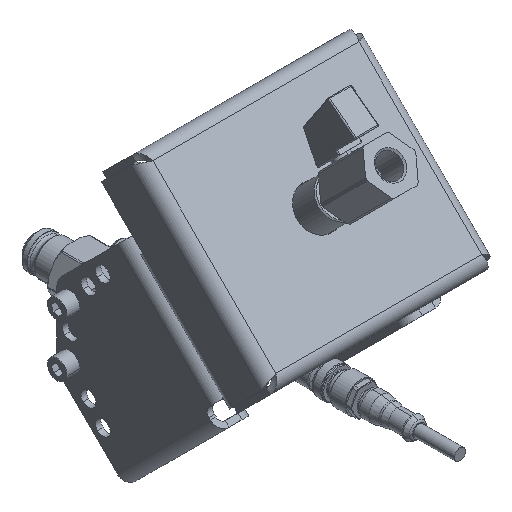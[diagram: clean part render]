
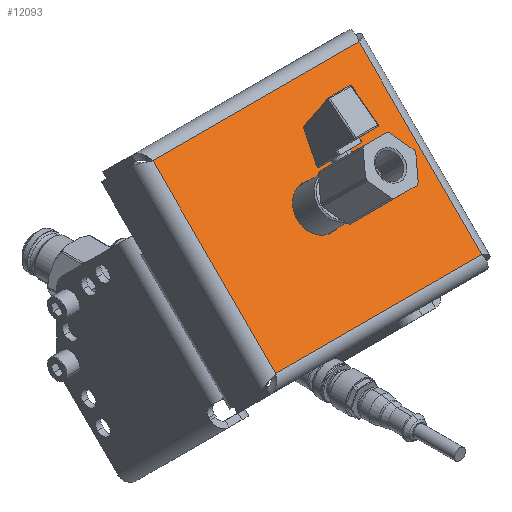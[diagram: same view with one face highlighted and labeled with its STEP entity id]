
A CAD part, isometric view. The second image highlights one B-rep face of the part: STEP entity #12093.
In plain terms, the highlighted planar face has unit normal (0, -0.707, 0.707).
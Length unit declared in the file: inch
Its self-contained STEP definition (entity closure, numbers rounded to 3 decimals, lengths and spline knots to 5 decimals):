
#2480=DIRECTION('',(0.,0.707,0.707));
#2481=VECTOR('',#2480,3.3316);
#2482=CARTESIAN_POINT('',(-1.9762,-3.48634,1.07042));
#2483=LINE('',#2482,#2481);
#2503=CARTESIAN_POINT('',(0.,-2.30844,2.24832));
#2504=DIRECTION('',(0.,0.707,-0.707));
#2505=DIRECTION('',(0.,0.707,0.707));
#2506=AXIS2_PLACEMENT_3D('',#2503,#2504,#2505);
#2508=CARTESIAN_POINT('',(0.,-2.30844,2.24832));
#2509=DIRECTION('',(0.,0.707,-0.707));
#2510=DIRECTION('',(0.,-0.707,-0.707));
#2511=AXIS2_PLACEMENT_3D('',#2508,#2509,#2510);
#2513=DIRECTION('',(1.,0.,0.));
#2514=VECTOR('',#2513,3.9524);
#2515=CARTESIAN_POINT('',(-1.9762,-1.13055,3.42622));
#2516=LINE('',#2515,#2514);
#2664=DIRECTION('',(-1.,0.,0.));
#2665=VECTOR('',#2664,3.9524);
#2666=CARTESIAN_POINT('',(1.9762,-3.48634,1.07042));
#2667=LINE('',#2666,#2665);
#2725=DIRECTION('',(0.,-0.707,-0.707));
#2726=VECTOR('',#2725,3.3316);
#2727=CARTESIAN_POINT('',(1.9762,-1.13055,3.42622));
#2728=LINE('',#2727,#2726);
#7727=CARTESIAN_POINT('',(1.9762,-1.13055,3.42622));
#7728=CARTESIAN_POINT('',(1.9762,-3.48634,1.07042));
#7729=VERTEX_POINT('',#7727);
#7730=VERTEX_POINT('',#7728);
#7731=CARTESIAN_POINT('',(-1.9762,-3.48634,1.07042));
#7732=VERTEX_POINT('',#7731);
#7733=CARTESIAN_POINT('',(-1.9762,-1.13055,3.42622));
#7734=VERTEX_POINT('',#7733);
#7787=CARTESIAN_POINT('',(0.,-2.03225,2.52451));
#7788=CARTESIAN_POINT('',(0.,-2.58464,1.97212));
#7789=VERTEX_POINT('',#7787);
#7790=VERTEX_POINT('',#7788);
#12073=CARTESIAN_POINT('',(0.,-2.30844,2.24832));
#12074=DIRECTION('',(0.,0.707,-0.707));
#12075=DIRECTION('',(1.,0.,0.));
#12076=AXIS2_PLACEMENT_3D('',#12073,#12074,#12075);
#12077=PLANE('',#12076);
#12078=ORIENTED_EDGE('',*,*,#12064,.T.);
#12080=ORIENTED_EDGE('',*,*,#12079,.T.);
#12082=ORIENTED_EDGE('',*,*,#12081,.T.);
#12084=ORIENTED_EDGE('',*,*,#12083,.T.);
#12085=EDGE_LOOP('',(#12078,#12080,#12082,#12084));
#12086=FACE_OUTER_BOUND('',#12085,.F.);
#12088=ORIENTED_EDGE('',*,*,#12087,.F.);
#12090=ORIENTED_EDGE('',*,*,#12089,.F.);
#12091=EDGE_LOOP('',(#12088,#12090));
#12092=FACE_BOUND('',#12091,.F.);
#2507=CIRCLE('',#2506,0.3906);
#2512=CIRCLE('',#2511,0.3906);
#12064=EDGE_CURVE('',#7732,#7734,#2483,.T.);
#12079=EDGE_CURVE('',#7734,#7729,#2516,.T.);
#12081=EDGE_CURVE('',#7729,#7730,#2728,.T.);
#12083=EDGE_CURVE('',#7730,#7732,#2667,.T.);
#12087=EDGE_CURVE('',#7789,#7790,#2507,.T.);
#12089=EDGE_CURVE('',#7790,#7789,#2512,.T.);
#12093=ADVANCED_FACE('',(#12086,#12092),#12077,.F.);
